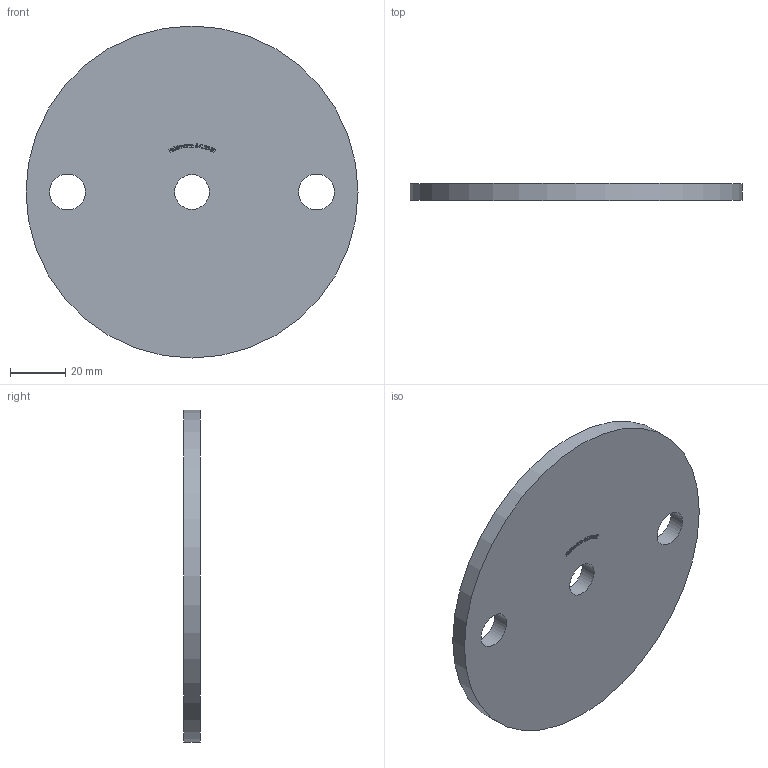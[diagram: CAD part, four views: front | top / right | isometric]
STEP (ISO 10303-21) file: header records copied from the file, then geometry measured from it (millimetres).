
FILE_DESCRIPTION (( 'STEP AP203' ), '1' );
FILE_NAME ('54120-ST.STEP', '2024-11-19T09:31:59', ( '' ), ( '' ), 'SwSTEP 2.0', 'SolidWorks 2018', '' );
FILE_SCHEMA (( 'CONFIG_CONTROL_DESIGN' ));
Length unit declared in the file: millimetre
Products named in the file (1): 54120-ST
Bounding box: 120 x 6 x 120 mm (x, y, z)
Volume: 65528.8 mm3; surface area: 24839.4 mm2
Topology: 1 solids, 1 shells, 212 faces, 567 edges, 378 vertices
Faces by surface type: plane 122, bspline 86, cylinder 4
Full cylindrical faces by diameter (mm): 12.5 x1, 13 x2, 120 x1
Entity records: 11072 total; most frequent: CARTESIAN_POINT 6280, ORIENTED_EDGE 1126, DIRECTION 653, EDGE_CURVE 563, VECTOR 383, LINE 383, VERTEX_POINT 378, EDGE_LOOP 243
